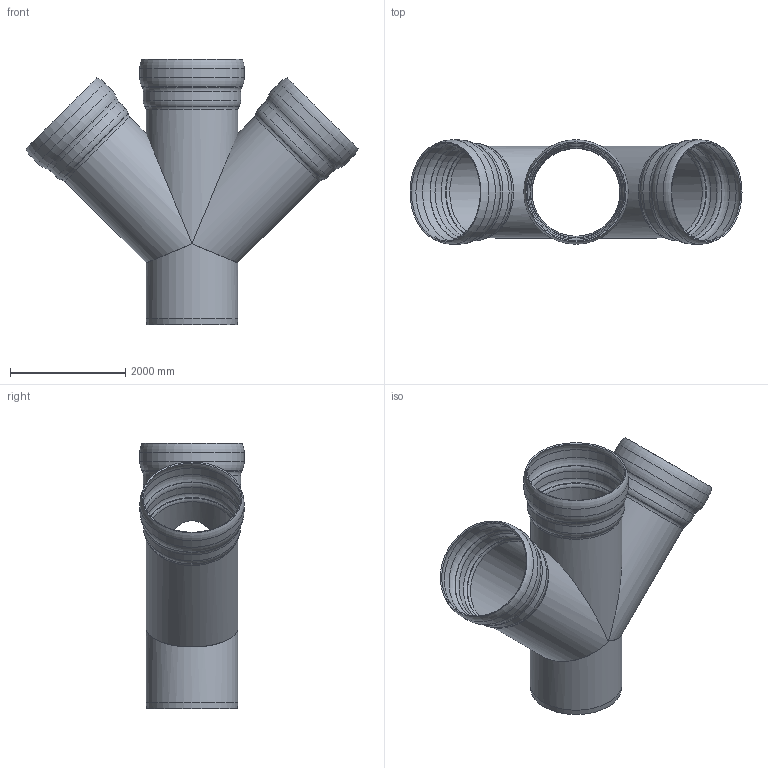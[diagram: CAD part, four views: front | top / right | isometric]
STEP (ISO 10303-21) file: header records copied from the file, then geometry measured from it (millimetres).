
FILE_DESCRIPTION(/* description */ (''),/* implementation_level */ '2;1');
FILE_NAME(/* name */ '00280.FFFX_3D.stp',/* time_stamp */ '2025-11-18T09:01:14+01:00',/* author */ ('CAD'),/* organization */ (''),/* preprocessor_version */ 'ST-DEVELOPER v20',/* originating_system */ 'AutoCAD Mechanical',/* authorisation */ '');
FILE_SCHEMA (('AUTOMOTIVE_DESIGN { 1 0 10303 214 3 1 1 }'));
Length unit declared in the file: centimetre
Products named in the file (1): Product
Bounding box: 5752.04 x 1810 x 4600 mm (x, y, z)
Volume: 1044152296.3 mm3; surface area: 84962644.9 mm2
Topology: 4 solids, 4 shells, 76 faces, 215 edges, 139 vertices
Faces by surface type: torus 30, cylinder 20, cone 18, plane 8
Full cylindrical faces by diameter (mm): 1540 x4, 1590 x4, 1640 x3, 1690 x3, 1760 x3, 1810 x3
Entity records: 2600 total; most frequent: DIRECTION 538, CARTESIAN_POINT 431, ORIENTED_EDGE 430, AXIS2_PLACEMENT_3D 246, EDGE_CURVE 215, CIRCLE 153, VERTEX_POINT 139, FACE_OUTER_BOUND 76
